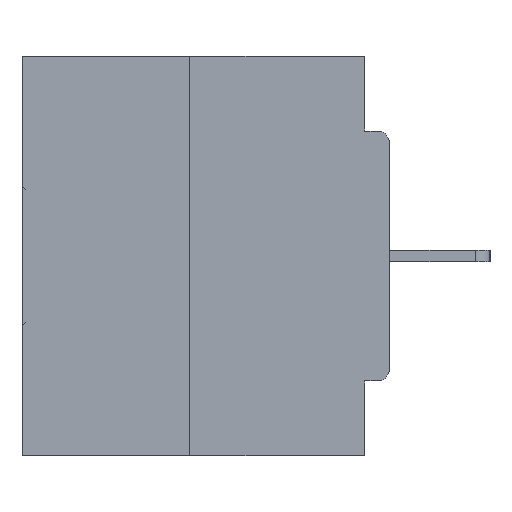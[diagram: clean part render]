
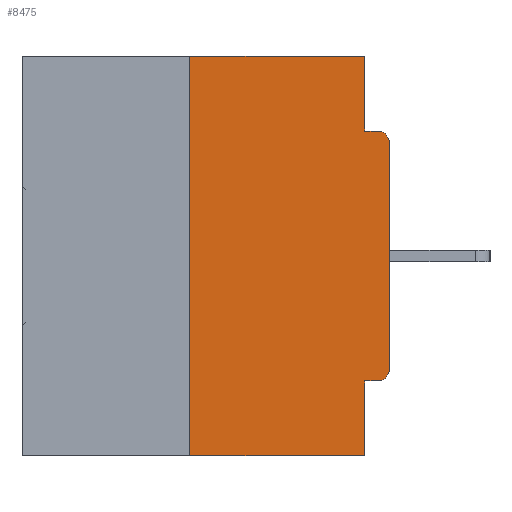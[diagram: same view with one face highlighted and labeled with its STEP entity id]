
A CAD part, left-side view. The second image highlights one B-rep face of the part: STEP entity #8475.
In plain terms, the highlighted planar face has unit normal (-1, 0, 0).
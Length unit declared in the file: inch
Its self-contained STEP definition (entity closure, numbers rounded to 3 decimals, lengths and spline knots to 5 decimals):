
#408 = ORIENTED_EDGE ( 'NONE', *, *, #28202, .T. ) ;
#737 = VERTEX_POINT ( 'NONE', #25838 ) ;
#749 = CARTESIAN_POINT ( 'NONE',  ( 0., 0.031, 0. ) ) ;
#1877 = DIRECTION ( 'NONE',  ( 0., 0., 1. ) ) ;
#1933 = DIRECTION ( 'NONE',  ( 0., 0., -1. ) ) ;
#2260 = EDGE_CURVE ( 'NONE', #9048, #737, #26644, .T. ) ;
#2428 = CARTESIAN_POINT ( 'NONE',  ( 0., 0.031, -0.4065 ) ) ;
#2605 = LINE ( 'NONE', #10774, #31609 ) ;
#2671 = CARTESIAN_POINT ( 'NONE',  ( 0., 0.015, -0.1085 ) ) ;
#3258 = ORIENTED_EDGE ( 'NONE', *, *, #3490, .F. ) ;
#3332 = VERTEX_POINT ( 'NONE', #32365 ) ;
#3490 = EDGE_CURVE ( 'NONE', #32712, #22904, #2605, .T. ) ;
#3628 = ORIENTED_EDGE ( 'NONE', *, *, #28605, .F. ) ;
#3750 = CARTESIAN_POINT ( 'NONE',  ( 0., 0.25, -0.5 ) ) ;
#4160 = EDGE_CURVE ( 'NONE', #9048, #4607, #29987, .T. ) ;
#4530 = CARTESIAN_POINT ( 'NONE',  ( 0., 0., -0.4065 ) ) ;
#4585 = CARTESIAN_POINT ( 'NONE',  ( 0., 0.031, -0.5 ) ) ;
#4607 = VERTEX_POINT ( 'NONE', #2428 ) ;
#4611 = FACE_OUTER_BOUND ( 'NONE', #28432, .T. ) ;
#5470 = EDGE_CURVE ( 'NONE', #4607, #14844, #10881, .T. ) ;
#6473 = AXIS2_PLACEMENT_3D ( 'NONE', #14595, #12192, #34678 ) ;
#6767 = EDGE_CURVE ( 'NONE', #19261, #3332, #34562, .T. ) ;
#7078 = ORIENTED_EDGE ( 'NONE', *, *, #2260, .T. ) ;
#7310 = EDGE_CURVE ( 'NONE', #22904, #33111, #24478, .T. ) ;
#7585 = DIRECTION ( 'NONE',  ( 0., 0., -1. ) ) ;
#8475 = ADVANCED_FACE ( 'NONE', ( #4611 ), #34764, .F. ) ;
#8893 = VECTOR ( 'NONE', #27302, 39.37008 ) ;
#9048 = VERTEX_POINT ( 'NONE', #30926 ) ;
#10360 = DIRECTION ( 'NONE',  ( 0., -1., 0. ) ) ;
#10372 = DIRECTION ( 'NONE',  ( 1., 0., 0. ) ) ;
#10774 = CARTESIAN_POINT ( 'NONE',  ( 0., 0.25, 0. ) ) ;
#10881 = LINE ( 'NONE', #4585, #33065 ) ;
#12192 = DIRECTION ( 'NONE',  ( -1., 0., 0. ) ) ;
#12938 = ORIENTED_EDGE ( 'NONE', *, *, #4160, .F. ) ;
#13298 = ORIENTED_EDGE ( 'NONE', *, *, #7310, .F. ) ;
#13328 = CARTESIAN_POINT ( 'NONE',  ( 0., 0.031, 0. ) ) ;
#13352 = CARTESIAN_POINT ( 'NONE',  ( 0., 0., -0.0935 ) ) ;
#13374 = CARTESIAN_POINT ( 'NONE',  ( 0., 0., 0. ) ) ;
#14123 = ORIENTED_EDGE ( 'NONE', *, *, #17431, .T. ) ;
#14595 = CARTESIAN_POINT ( 'NONE',  ( 0., 0.015, -0.3915 ) ) ;
#14757 = VECTOR ( 'NONE', #29619, 39.37008 ) ;
#14844 = VERTEX_POINT ( 'NONE', #32547 ) ;
#15971 = DIRECTION ( 'NONE',  ( 0., 0., 1. ) ) ;
#16293 = LINE ( 'NONE', #13328, #16503 ) ;
#16503 = VECTOR ( 'NONE', #7585, 39.37008 ) ;
#16795 = CARTESIAN_POINT ( 'NONE',  ( 0., 0.46, -0.5 ) ) ;
#16912 = EDGE_CURVE ( 'NONE', #32712, #14844, #33910, .T. ) ;
#17199 = AXIS2_PLACEMENT_3D ( 'NONE', #26397, #10372, #33034 ) ;
#17431 = EDGE_CURVE ( 'NONE', #31320, #3332, #33935, .T. ) ;
#19261 = VERTEX_POINT ( 'NONE', #23000 ) ;
#20261 = VECTOR ( 'NONE', #25362, 39.37008 ) ;
#21807 = DIRECTION ( 'NONE',  ( -1., 0., 0. ) ) ;
#22904 = VERTEX_POINT ( 'NONE', #29872 ) ;
#23000 = CARTESIAN_POINT ( 'NONE',  ( 0., 0.031, -0.0935 ) ) ;
#24478 = LINE ( 'NONE', #35814, #26131 ) ;
#24766 = CARTESIAN_POINT ( 'NONE',  ( 0., 0., -0.1085 ) ) ;
#25362 = DIRECTION ( 'NONE',  ( 0., -1., 0. ) ) ;
#25630 = AXIS2_PLACEMENT_3D ( 'NONE', #2671, #21807, #1933 ) ;
#25838 = CARTESIAN_POINT ( 'NONE',  ( 0., 0., -0.3915 ) ) ;
#26131 = VECTOR ( 'NONE', #10360, 39.37008 ) ;
#26397 = CARTESIAN_POINT ( 'NONE',  ( 0., 0.46, 0. ) ) ;
#26644 = CIRCLE ( 'NONE', #6473, 0.015 ) ;
#27302 = DIRECTION ( 'NONE',  ( 0., -1., 0. ) ) ;
#28202 = EDGE_CURVE ( 'NONE', #737, #31320, #36068, .T. ) ;
#28432 = EDGE_LOOP ( 'NONE', ( #13298, #3258, #31094, #29091, #12938, #7078, #408, #14123, #31021, #3628 ) ) ;
#28605 = EDGE_CURVE ( 'NONE', #33111, #19261, #16293, .T. ) ;
#29091 = ORIENTED_EDGE ( 'NONE', *, *, #5470, .F. ) ;
#29619 = DIRECTION ( 'NONE',  ( 0., 1., 0. ) ) ;
#29872 = CARTESIAN_POINT ( 'NONE',  ( 0., 0.25, 0. ) ) ;
#29987 = LINE ( 'NONE', #4530, #14757 ) ;
#30926 = CARTESIAN_POINT ( 'NONE',  ( 0., 0.015, -0.4065 ) ) ;
#31021 = ORIENTED_EDGE ( 'NONE', *, *, #6767, .F. ) ;
#31094 = ORIENTED_EDGE ( 'NONE', *, *, #16912, .T. ) ;
#31320 = VERTEX_POINT ( 'NONE', #24766 ) ;
#31609 = VECTOR ( 'NONE', #15971, 39.37008 ) ;
#32365 = CARTESIAN_POINT ( 'NONE',  ( 0., 0.015, -0.0935 ) ) ;
#32547 = CARTESIAN_POINT ( 'NONE',  ( 0., 0.031, -0.5 ) ) ;
#32712 = VERTEX_POINT ( 'NONE', #3750 ) ;
#33034 = DIRECTION ( 'NONE',  ( 0., 0., -1. ) ) ;
#33065 = VECTOR ( 'NONE', #33365, 39.37008 ) ;
#33111 = VERTEX_POINT ( 'NONE', #749 ) ;
#33365 = DIRECTION ( 'NONE',  ( 0., 0., -1. ) ) ;
#33910 = LINE ( 'NONE', #16795, #20261 ) ;
#33935 = CIRCLE ( 'NONE', #25630, 0.015 ) ;
#34562 = LINE ( 'NONE', #13352, #8893 ) ;
#34678 = DIRECTION ( 'NONE',  ( 0., 0., -1. ) ) ;
#34764 = PLANE ( 'NONE',  #17199 ) ;
#34893 = VECTOR ( 'NONE', #1877, 39.37008 ) ;
#35814 = CARTESIAN_POINT ( 'NONE',  ( 0., 0.46, 0. ) ) ;
#36068 = LINE ( 'NONE', #13374, #34893 ) ;
